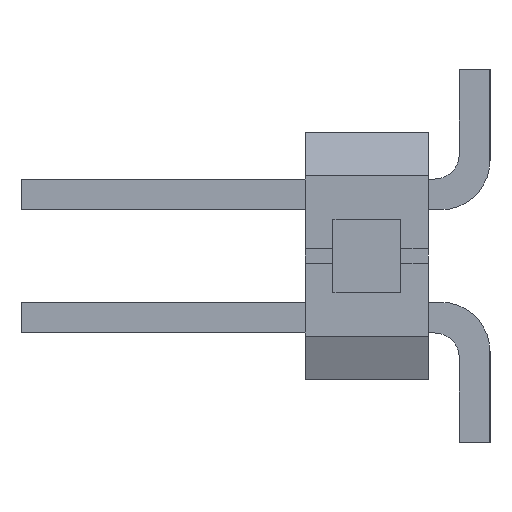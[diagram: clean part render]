
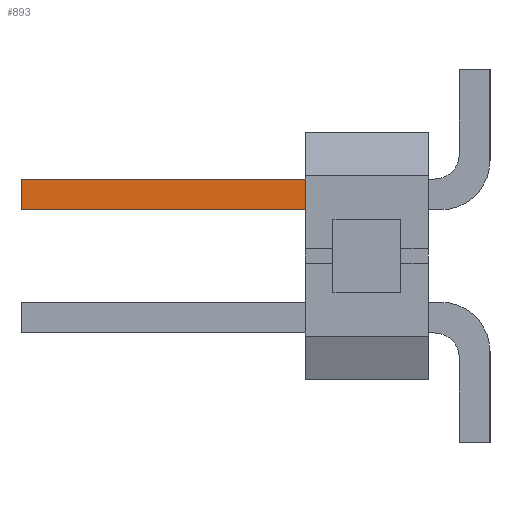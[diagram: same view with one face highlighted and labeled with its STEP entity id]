
A CAD part, left-side view. The second image highlights one B-rep face of the part: STEP entity #893.
In plain terms, the highlighted planar face has unit normal (-1, 0, 0).
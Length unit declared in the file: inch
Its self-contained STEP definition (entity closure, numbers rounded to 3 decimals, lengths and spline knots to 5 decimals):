
#893 = ADVANCED_FACE( '', ( #2919 ), #2920, .F. );
#2919 = FACE_OUTER_BOUND( '', #5448, .T. );
#2920 = PLANE( '', #5449 );
#5448 = EDGE_LOOP( '', ( #13196, #13197, #13198, #13199 ) );
#5449 = AXIS2_PLACEMENT_3D( '', #13200, #13201, #13202 );
#13196 = ORIENTED_EDGE( '', *, *, #19635, .F. );
#13197 = ORIENTED_EDGE( '', *, *, #19459, .T. );
#13198 = ORIENTED_EDGE( '', *, *, #19852, .F. );
#13199 = ORIENTED_EDGE( '', *, *, #19629, .F. );
#13200 = CARTESIAN_POINT( '', ( -0.8625, 0.04, 0.0275 ) );
#13201 = DIRECTION( '', ( 1., 0., 0. ) );
#13202 = DIRECTION( '', ( 0., 0., -1. ) );
#19459 = EDGE_CURVE( '', #24455, #24453, #24456, .T. );
#19629 = EDGE_CURVE( '', #24792, #24794, #24795, .T. );
#19635 = EDGE_CURVE( '', #24455, #24792, #24803, .T. );
#19852 = EDGE_CURVE( '', #24794, #24453, #25203, .T. );
#24453 = VERTEX_POINT( '', #32547 );
#24455 = VERTEX_POINT( '', #32550 );
#24456 = LINE( '', #32551, #32552 );
#24792 = VERTEX_POINT( '', #33056 );
#24794 = VERTEX_POINT( '', #33059 );
#24795 = LINE( '', #33060, #33061 );
#24803 = LINE( '', #33074, #33075 );
#25203 = LINE( '', #33669, #33670 );
#32547 = CARTESIAN_POINT( '', ( -0.8625, 0.105, 0.0125 ) );
#32550 = CARTESIAN_POINT( '', ( -0.8625, 0.105, -0.0125 ) );
#32551 = CARTESIAN_POINT( '', ( -0.8625, 0.105, 0.0275 ) );
#32552 = VECTOR( '', #38899, 39.37008 );
#33056 = CARTESIAN_POINT( '', ( -0.8625, 0.38, -0.0125 ) );
#33059 = CARTESIAN_POINT( '', ( -0.8625, 0.38, 0.0125 ) );
#33060 = CARTESIAN_POINT( '', ( -0.8625, 0.38, -0.0125 ) );
#33061 = VECTOR( '', #39069, 39.37008 );
#33074 = CARTESIAN_POINT( '', ( -0.8625, 0.04, -0.0125 ) );
#33075 = VECTOR( '', #39075, 39.37008 );
#33669 = CARTESIAN_POINT( '', ( -0.8625, 0.38, 0.0125 ) );
#33670 = VECTOR( '', #39336, 39.37008 );
#38899 = DIRECTION( '', ( 0., 0., 1. ) );
#39069 = DIRECTION( '', ( 0., 0., 1. ) );
#39075 = DIRECTION( '', ( 0., 1., 0. ) );
#39336 = DIRECTION( '', ( 0., -1., 0. ) );
